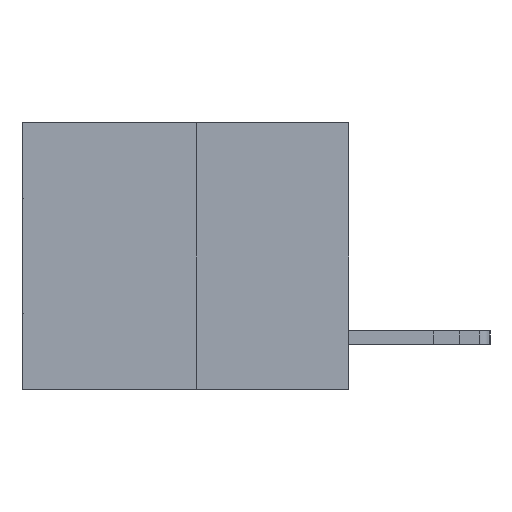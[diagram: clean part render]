
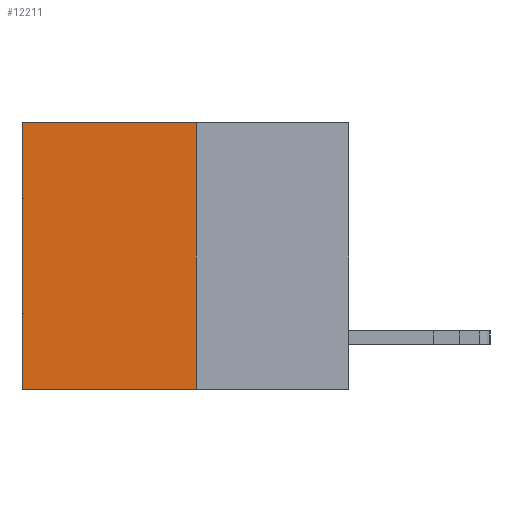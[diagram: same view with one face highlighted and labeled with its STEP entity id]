
A CAD part, left-side view. The second image highlights one B-rep face of the part: STEP entity #12211.
In plain terms, the highlighted planar face has unit normal (-1, 0, 0).
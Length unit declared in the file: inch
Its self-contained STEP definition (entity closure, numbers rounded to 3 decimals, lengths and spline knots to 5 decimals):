
#4 = DIRECTION ( 'NONE',  ( 0., 1., 0. ) ) ;
#441 = ORIENTED_EDGE ( 'NONE', *, *, #19604, .F. ) ;
#475 = VECTOR ( 'NONE', #27783, 39.37008 ) ;
#610 = CARTESIAN_POINT ( 'NONE',  ( 0.3165, 0.28, 0. ) ) ;
#1535 = AXIS2_PLACEMENT_3D ( 'NONE', #24997, #29607, #4062 ) ;
#1829 = ORIENTED_EDGE ( 'NONE', *, *, #12083, .T. ) ;
#1879 = VERTEX_POINT ( 'NONE', #13917 ) ;
#2241 = VECTOR ( 'NONE', #4, 39.37008 ) ;
#4062 = DIRECTION ( 'NONE',  ( 0., 0., -1. ) ) ;
#5536 = EDGE_CURVE ( 'NONE', #6703, #1879, #18733, .T. ) ;
#6703 = VERTEX_POINT ( 'NONE', #610 ) ;
#8133 = CARTESIAN_POINT ( 'NONE',  ( 0.3165, 0.6, -0.49 ) ) ;
#8240 = DIRECTION ( 'NONE',  ( 0., 0., -1. ) ) ;
#8486 = LINE ( 'NONE', #22303, #22060 ) ;
#9513 = ORIENTED_EDGE ( 'NONE', *, *, #21711, .F. ) ;
#9639 = VECTOR ( 'NONE', #27066, 39.37008 ) ;
#9827 = VERTEX_POINT ( 'NONE', #29132 ) ;
#11450 = FACE_OUTER_BOUND ( 'NONE', #14332, .T. ) ;
#11899 = ORIENTED_EDGE ( 'NONE', *, *, #5536, .T. ) ;
#12083 = EDGE_CURVE ( 'NONE', #1879, #17765, #8486, .T. ) ;
#12211 = ADVANCED_FACE ( 'NONE', ( #11450 ), #15296, .F. ) ;
#13917 = CARTESIAN_POINT ( 'NONE',  ( 0.3165, 0.6, 0. ) ) ;
#14332 = EDGE_LOOP ( 'NONE', ( #1829, #9513, #441, #11899 ) ) ;
#15296 = PLANE ( 'NONE',  #1535 ) ;
#17765 = VERTEX_POINT ( 'NONE', #8133 ) ;
#18733 = LINE ( 'NONE', #18848, #2241 ) ;
#18805 = LINE ( 'NONE', #29519, #9639 ) ;
#18848 = CARTESIAN_POINT ( 'NONE',  ( 0.3165, 0.28, 0. ) ) ;
#19604 = EDGE_CURVE ( 'NONE', #6703, #9827, #23250, .T. ) ;
#21711 = EDGE_CURVE ( 'NONE', #9827, #17765, #18805, .T. ) ;
#22060 = VECTOR ( 'NONE', #8240, 39.37008 ) ;
#22303 = CARTESIAN_POINT ( 'NONE',  ( 0.3165, 0.6, -0.49 ) ) ;
#23250 = LINE ( 'NONE', #25607, #475 ) ;
#24997 = CARTESIAN_POINT ( 'NONE',  ( 0.3165, 0.28, -0.49 ) ) ;
#25607 = CARTESIAN_POINT ( 'NONE',  ( 0.3165, 0.28, -0.49 ) ) ;
#27066 = DIRECTION ( 'NONE',  ( 0., 1., 0. ) ) ;
#27783 = DIRECTION ( 'NONE',  ( 0., 0., -1. ) ) ;
#29132 = CARTESIAN_POINT ( 'NONE',  ( 0.3165, 0.28, -0.49 ) ) ;
#29519 = CARTESIAN_POINT ( 'NONE',  ( 0.3165, 0.28, -0.49 ) ) ;
#29607 = DIRECTION ( 'NONE',  ( 1., 0., 0. ) ) ;
